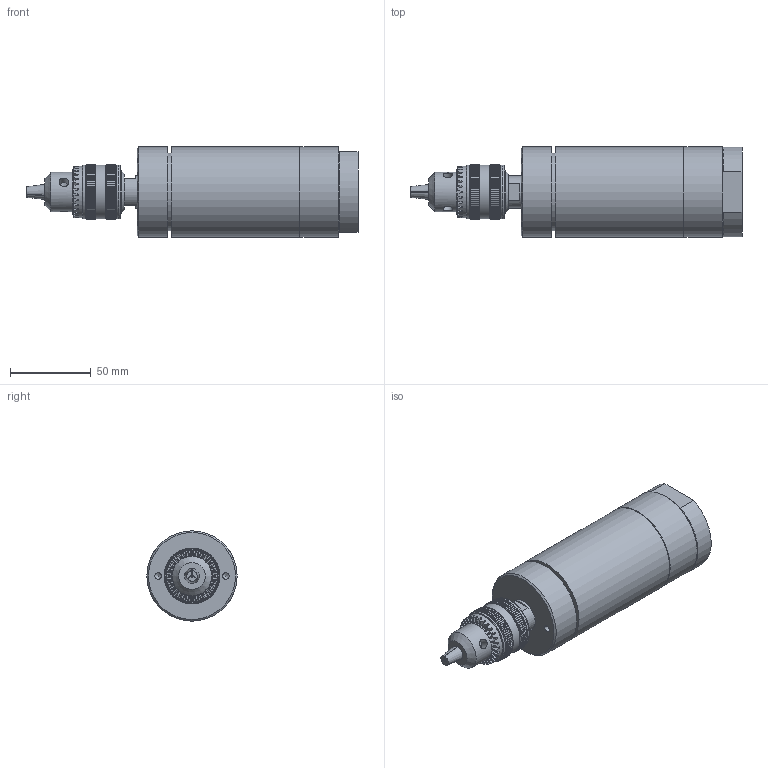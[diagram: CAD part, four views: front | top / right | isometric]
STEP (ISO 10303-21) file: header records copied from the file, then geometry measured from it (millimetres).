
FILE_DESCRIPTION(/* description */ (''),/* implementation_level */ '2;1');
FILE_NAME(/* name */ 'EBMU 40-3000_60008157.stp',/* time_stamp */ '2019-01-15T14:55:35+01:00',/* author */ ('flambert'),/* organization */ (''),/* preprocessor_version */ 'ST-DEVELOPER v17',/* originating_system */ 'Autodesk Inventor 2018',/* authorisation */ '');
FILE_SCHEMA (('AUTOMOTIVE_DESIGN { 1 0 10303 214 3 1 1 }'));
Length unit declared in the file: millimetre
Products named in the file (1): EBMU 40-3000_60008157
Bounding box: 206 x 56 x 56 mm (x, y, z)
Volume: 364782.2 mm3; surface area: 47389.8 mm2
Topology: 1 solids, 11 shells, 1416 faces, 3384 edges, 2007 vertices
Faces by surface type: plane 691, cone 392, cylinder 310, torus 16, bspline 7
Full cylindrical faces by diameter (mm): 1.5 x1, 4 x2, 6 x4, 6.5 x1, 11.328 x1, 11.445 x2, 11.5 x1, 14.95 x1, 20 x2, 21 x1, 21.252 x1, 23.543 x1, 24.5 x1, 26 x4, 27.47 x1, 32 x1, 33.5 x3, 48.178 x2, 48.376 x1, 56 x3
Entity records: 42504 total; most frequent: CARTESIAN_POINT 9865, ORIENTED_EDGE 6758, DIRECTION 6601, EDGE_CURVE 3379, AXIS2_PLACEMENT_3D 2626, VERTEX_POINT 2007, EDGE_LOOP 1452, FACE_OUTER_BOUND 1416
